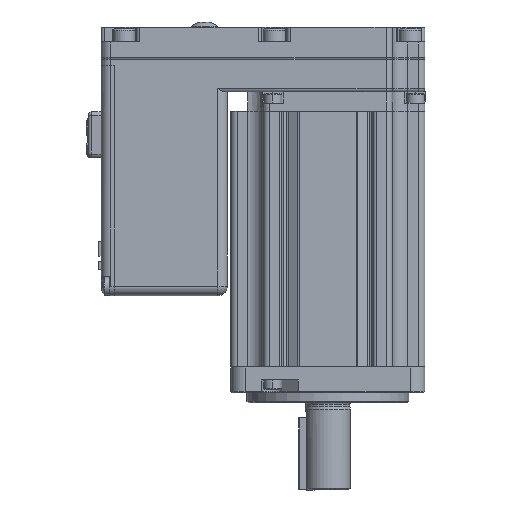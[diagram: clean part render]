
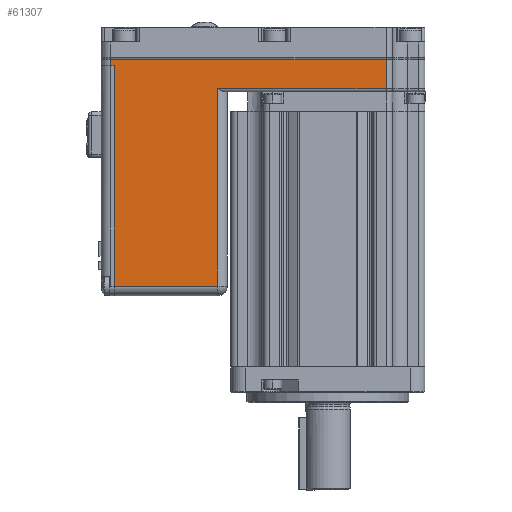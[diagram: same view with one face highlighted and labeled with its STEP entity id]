
A CAD part, front view. The second image highlights one B-rep face of the part: STEP entity #61307.
In plain terms, the highlighted planar face has unit normal (0, -1, 0).
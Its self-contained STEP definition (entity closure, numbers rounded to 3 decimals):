
#1710 = DIRECTION ( 'NONE',  ( 0., 1., 0. ) ) ;
#2007 = VERTEX_POINT ( 'NONE', #46715 ) ;
#4832 = EDGE_CURVE ( 'NONE', #12050, #2007, #47164, .T. ) ;
#5374 = LINE ( 'NONE', #64260, #20362 ) ;
#7376 = VERTEX_POINT ( 'NONE', #64828 ) ;
#7921 = EDGE_CURVE ( 'NONE', #2007, #7376, #21642, .T. ) ;
#10884 = ORIENTED_EDGE ( 'NONE', *, *, #51272, .F. ) ;
#10989 = VECTOR ( 'NONE', #33473, 1000. ) ;
#11402 = CARTESIAN_POINT ( 'NONE',  ( 57.433, -30.734, 94.5 ) ) ;
#12050 = VERTEX_POINT ( 'NONE', #15043 ) ;
#12536 = CARTESIAN_POINT ( 'NONE',  ( 69.433, -30.734, 103.5 ) ) ;
#13627 = EDGE_CURVE ( 'NONE', #72510, #64748, #38234, .T. ) ;
#15043 = CARTESIAN_POINT ( 'NONE',  ( -26.567, -30.734, 33.5 ) ) ;
#16427 = DIRECTION ( 'NONE',  ( 1., 0., 0. ) ) ;
#17840 = VERTEX_POINT ( 'NONE', #53387 ) ;
#18324 = EDGE_CURVE ( 'NONE', #17840, #64748, #67921, .T. ) ;
#20362 = VECTOR ( 'NONE', #70203, 1000. ) ;
#20651 = CARTESIAN_POINT ( 'NONE',  ( 57.433, -30.734, 103.5 ) ) ;
#21642 = LINE ( 'NONE', #30914, #58319 ) ;
#22152 = VECTOR ( 'NONE', #48302, 1000. ) ;
#25279 = CARTESIAN_POINT ( 'NONE',  ( 34.261, -30.734, 101.5 ) ) ;
#26508 = ORIENTED_EDGE ( 'NONE', *, *, #7921, .T. ) ;
#27996 = ORIENTED_EDGE ( 'NONE', *, *, #4832, .T. ) ;
#30914 = CARTESIAN_POINT ( 'NONE',  ( 5.433, -30.734, 103.5 ) ) ;
#32362 = DIRECTION ( 'NONE',  ( 0., 0., 1. ) ) ;
#33473 = DIRECTION ( 'NONE',  ( 0., 0., -1. ) ) ;
#34903 = ORIENTED_EDGE ( 'NONE', *, *, #18324, .F. ) ;
#35414 = PLANE ( 'NONE',  #39603 ) ;
#36541 = CARTESIAN_POINT ( 'NONE',  ( -27.567, -30.734, 103.5 ) ) ;
#36599 = VECTOR ( 'NONE', #38404, 1000. ) ;
#37150 = LINE ( 'NONE', #42600, #22152 ) ;
#37195 = ORIENTED_EDGE ( 'NONE', *, *, #49241, .F. ) ;
#38234 = LINE ( 'NONE', #36541, #36599 ) ;
#38404 = DIRECTION ( 'NONE',  ( 0., 0., -1. ) ) ;
#39603 = AXIS2_PLACEMENT_3D ( 'NONE', #12536, #1710, #41130 ) ;
#40514 = ORIENTED_EDGE ( 'NONE', *, *, #13627, .T. ) ;
#41130 = DIRECTION ( 'NONE',  ( 0., 0., 1. ) ) ;
#42530 = DIRECTION ( 'NONE',  ( -1., 0., 0. ) ) ;
#42600 = CARTESIAN_POINT ( 'NONE',  ( -26.567, -30.734, 91.5 ) ) ;
#42673 = VECTOR ( 'NONE', #42530, 1000. ) ;
#43946 = ORIENTED_EDGE ( 'NONE', *, *, #61605, .F. ) ;
#44913 = CARTESIAN_POINT ( 'NONE',  ( 57.433, -30.734, 103.5 ) ) ;
#45159 = VECTOR ( 'NONE', #61483, 1000. ) ;
#45711 = FACE_OUTER_BOUND ( 'NONE', #58863, .T. ) ;
#46715 = CARTESIAN_POINT ( 'NONE',  ( 5.433, -30.734, 33.5 ) ) ;
#47164 = LINE ( 'NONE', #60542, #45159 ) ;
#48302 = DIRECTION ( 'NONE',  ( 0., 0., 1. ) ) ;
#49241 = EDGE_CURVE ( 'NONE', #54188, #62174, #56060, .T. ) ;
#50291 = CARTESIAN_POINT ( 'NONE',  ( 9.433, -30.734, 103.5 ) ) ;
#51272 = EDGE_CURVE ( 'NONE', #12050, #17840, #37150, .T. ) ;
#51770 = EDGE_CURVE ( 'NONE', #7376, #62174, #5374, .T. ) ;
#53387 = CARTESIAN_POINT ( 'NONE',  ( -26.567, -30.734, 101.5 ) ) ;
#54188 = VERTEX_POINT ( 'NONE', #20651 ) ;
#56060 = LINE ( 'NONE', #44913, #10989 ) ;
#58319 = VECTOR ( 'NONE', #32362, 1000. ) ;
#58863 = EDGE_LOOP ( 'NONE', ( #26508, #65852, #37195, #43946, #40514, #34903, #10884, #27996 ) ) ;
#59875 = VECTOR ( 'NONE', #16427, 1000. ) ;
#60542 = CARTESIAN_POINT ( 'NONE',  ( 5.433, -30.734, 33.5 ) ) ;
#61307 = ADVANCED_FACE ( 'NONE', ( #45711 ), #35414, .F. ) ;
#61483 = DIRECTION ( 'NONE',  ( 1., 0., 0. ) ) ;
#61605 = EDGE_CURVE ( 'NONE', #72510, #54188, #67749, .T. ) ;
#62174 = VERTEX_POINT ( 'NONE', #11402 ) ;
#64260 = CARTESIAN_POINT ( 'NONE',  ( 69.433, -30.734, 94.5 ) ) ;
#64748 = VERTEX_POINT ( 'NONE', #66795 ) ;
#64828 = CARTESIAN_POINT ( 'NONE',  ( 5.433, -30.734, 94.5 ) ) ;
#65642 = CARTESIAN_POINT ( 'NONE',  ( -27.567, -30.734, 103.5 ) ) ;
#65852 = ORIENTED_EDGE ( 'NONE', *, *, #51770, .T. ) ;
#66795 = CARTESIAN_POINT ( 'NONE',  ( -27.567, -30.734, 101.5 ) ) ;
#67749 = LINE ( 'NONE', #50291, #59875 ) ;
#67921 = LINE ( 'NONE', #25279, #42673 ) ;
#70203 = DIRECTION ( 'NONE',  ( 1., 0., 0. ) ) ;
#72510 = VERTEX_POINT ( 'NONE', #65642 ) ;
